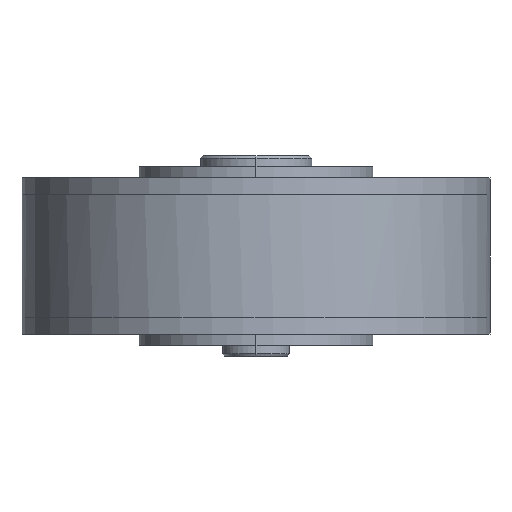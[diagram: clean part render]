
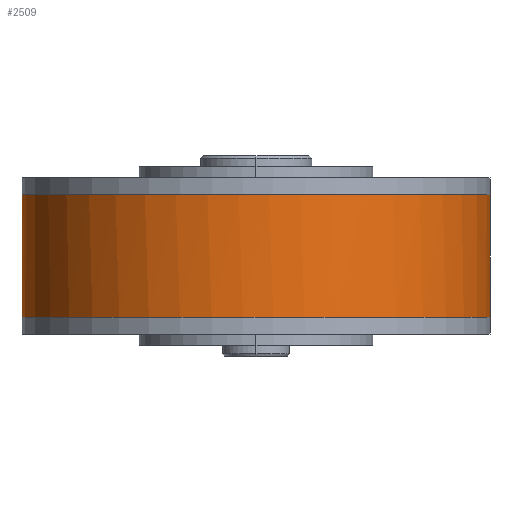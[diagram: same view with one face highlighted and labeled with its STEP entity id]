
A CAD part, front view. The second image highlights one B-rep face of the part: STEP entity #2509.
In plain terms, the highlighted free-form (B-spline) face has degree [2, 1] with [5, 2] control points.
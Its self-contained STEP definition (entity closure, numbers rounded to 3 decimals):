
#502 = VERTEX_POINT('',#503);
#503 = CARTESIAN_POINT('',(-25.568,0.,12.784));
#504 = VERTEX_POINT('',#505);
#505 = CARTESIAN_POINT('',(25.568,0.,
    12.784));
#513 = EDGE_CURVE('',#504,#514,#516,.T.);
#514 = VERTEX_POINT('',#515);
#515 = CARTESIAN_POINT('',(25.568,0.,
    -0.609));
#516 = B_SPLINE_CURVE_WITH_KNOTS('',1,(#517,#518),.UNSPECIFIED.,.F.,.F.,
  (2,2),(-0.5,10.5),.PIECEWISE_BEZIER_KNOTS.);
#517 = CARTESIAN_POINT('',(25.568,0.,
    12.784));
#518 = CARTESIAN_POINT('',(25.568,0.,
    -0.609));
#521 = VERTEX_POINT('',#522);
#522 = CARTESIAN_POINT('',(-25.568,0.,-0.609));
#530 = EDGE_CURVE('',#502,#521,#531,.T.);
#531 = B_SPLINE_CURVE_WITH_KNOTS('',1,(#532,#533),.UNSPECIFIED.,.F.,.F.,
  (2,2),(-0.5,10.5),.PIECEWISE_BEZIER_KNOTS.);
#532 = CARTESIAN_POINT('',(-25.568,0.,12.784));
#533 = CARTESIAN_POINT('',(-25.568,0.,-0.609));
#1234 = EDGE_CURVE('',#504,#502,#1235,.T.);
#1235 = ( BOUNDED_CURVE() B_SPLINE_CURVE(2,(#1236,#1237,#1238,#1239,
#1240),.UNSPECIFIED.,.F.,.F.) B_SPLINE_CURVE_WITH_KNOTS((3,2,3),(0.,
1.571,3.142),.PIECEWISE_BEZIER_KNOTS.) CURVE() 
GEOMETRIC_REPRESENTATION_ITEM() RATIONAL_B_SPLINE_CURVE((1.,
0.707,1.,0.707,1.)) REPRESENTATION_ITEM('') );
#1236 = CARTESIAN_POINT('',(25.568,0.,12.784));
#1237 = CARTESIAN_POINT('',(25.568,-25.568,
    12.784));
#1238 = CARTESIAN_POINT('',(0.,-25.568,
    12.784));
#1239 = CARTESIAN_POINT('',(-25.568,-25.568,
    12.784));
#1240 = CARTESIAN_POINT('',(-25.568,0.,
    12.784));
#1934 = EDGE_CURVE('',#521,#514,#1935,.T.);
#1935 = ( BOUNDED_CURVE() B_SPLINE_CURVE(2,(#1936,#1937,#1938,#1939,
#1940),.UNSPECIFIED.,.F.,.F.) B_SPLINE_CURVE_WITH_KNOTS((3,2,3),(
    3.142,4.712,6.283),
.PIECEWISE_BEZIER_KNOTS.) CURVE() GEOMETRIC_REPRESENTATION_ITEM() 
RATIONAL_B_SPLINE_CURVE((1.,0.707,1.,0.707,1.)) 
REPRESENTATION_ITEM('') );
#1936 = CARTESIAN_POINT('',(-25.568,0.,
    -0.609));
#1937 = CARTESIAN_POINT('',(-25.568,-25.568,
    -0.609));
#1938 = CARTESIAN_POINT('',(0.,-25.568,
    -0.609));
#1939 = CARTESIAN_POINT('',(25.568,-25.568,
    -0.609));
#1940 = CARTESIAN_POINT('',(25.568,0.,
    -0.609));
#2509 = ADVANCED_FACE('',(#2510),#2516,.T.);
#2510 = FACE_BOUND('',#2511,.T.);
#2511 = EDGE_LOOP('',(#2512,#2513,#2514,#2515));
#2512 = ORIENTED_EDGE('',*,*,#513,.F.);
#2513 = ORIENTED_EDGE('',*,*,#1234,.T.);
#2514 = ORIENTED_EDGE('',*,*,#530,.T.);
#2515 = ORIENTED_EDGE('',*,*,#1934,.T.);
#2516 = ( BOUNDED_SURFACE() B_SPLINE_SURFACE(2,1,(
    (#2517,#2518)
    ,(#2519,#2520)
    ,(#2521,#2522)
    ,(#2523,#2524)
    ,(#2525,#2526
)),.UNSPECIFIED.,.F.,.F.,.F.) B_SPLINE_SURFACE_WITH_KNOTS((3,2,3),(2,2),
  (3.142,4.712,6.283),(-0.5,10.5),
.PIECEWISE_BEZIER_KNOTS.) GEOMETRIC_REPRESENTATION_ITEM() 
RATIONAL_B_SPLINE_SURFACE((
    (1.,1.)
    ,(0.707,0.707)
    ,(1.,1.)
    ,(0.707,0.707)
,(1.,1.))) REPRESENTATION_ITEM('') SURFACE() );
#2517 = CARTESIAN_POINT('',(25.568,0.,
    12.784));
#2518 = CARTESIAN_POINT('',(25.568,0.,
    -0.609));
#2519 = CARTESIAN_POINT('',(25.568,-25.568,
    12.784));
#2520 = CARTESIAN_POINT('',(25.568,-25.568,
    -0.609));
#2521 = CARTESIAN_POINT('',(0.,-25.568,
    12.784));
#2522 = CARTESIAN_POINT('',(0.,-25.568,
    -0.609));
#2523 = CARTESIAN_POINT('',(-25.568,-25.568,
    12.784));
#2524 = CARTESIAN_POINT('',(-25.568,-25.568,
    -0.609));
#2525 = CARTESIAN_POINT('',(-25.568,0.,
    12.784));
#2526 = CARTESIAN_POINT('',(-25.568,0.,
    -0.609));
